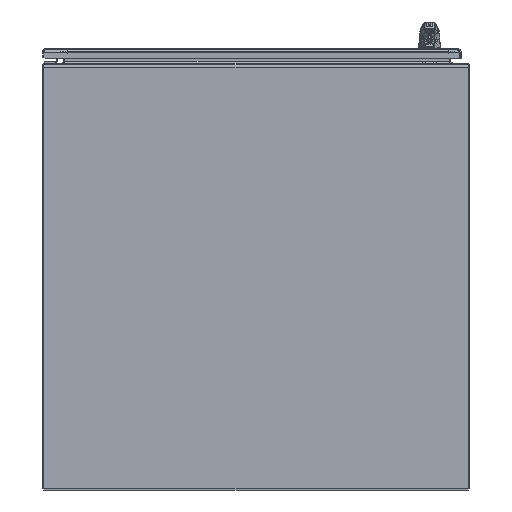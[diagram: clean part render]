
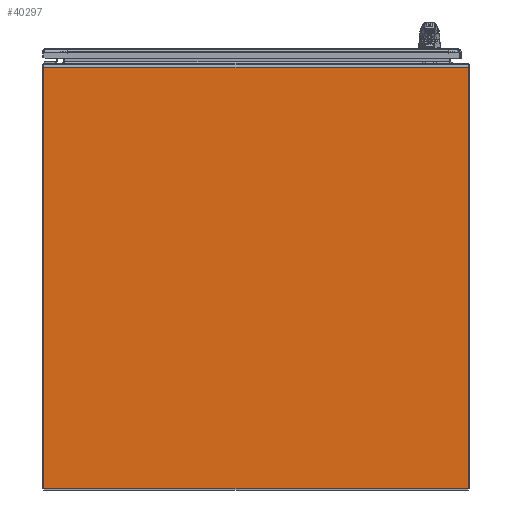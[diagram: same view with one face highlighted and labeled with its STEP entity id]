
A CAD part, front view. The second image highlights one B-rep face of the part: STEP entity #40297.
In plain terms, the highlighted face is planar.
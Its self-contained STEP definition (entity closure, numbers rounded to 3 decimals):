
#5552=FACE_OUTER_BOUND('',#8060,.T.);
#8060=EDGE_LOOP('',(#26866,#26867,#26868,#26869));
#10833=LINE('',#61899,#13774);
#10839=LINE('',#61917,#13780);
#10842=LINE('',#61923,#13783);
#10843=LINE('',#61924,#13784);
#13774=VECTOR('',#49085,0.394);
#13780=VECTOR('',#49109,0.394);
#13783=VECTOR('',#49114,0.394);
#13784=VECTOR('',#49115,0.394);
#16661=VERTEX_POINT('',#61896);
#16662=VERTEX_POINT('',#61898);
#16665=VERTEX_POINT('',#61916);
#16667=VERTEX_POINT('',#61922);
#20510=EDGE_CURVE('',#16662,#16661,#10833,.T.);
#20519=EDGE_CURVE('',#16662,#16665,#10839,.T.);
#20522=EDGE_CURVE('',#16667,#16661,#10842,.T.);
#20523=EDGE_CURVE('',#16665,#16667,#10843,.T.);
#26866=ORIENTED_EDGE('',*,*,#20510,.T.);
#26867=ORIENTED_EDGE('',*,*,#20522,.F.);
#26868=ORIENTED_EDGE('',*,*,#20523,.F.);
#26869=ORIENTED_EDGE('',*,*,#20519,.F.);
#38666=PLANE('',#43827);
#40297=ADVANCED_FACE('',(#5552),#38666,.T.);
#43827=AXIS2_PLACEMENT_3D('',#61921,#49112,#49113);
#49085=DIRECTION('',(0.,1.,0.));
#49109=DIRECTION('',(-1.,0.,0.));
#49112=DIRECTION('center_axis',(0.,0.,1.));
#49113=DIRECTION('ref_axis',(1.,0.,0.));
#49114=DIRECTION('',(1.,0.,0.));
#49115=DIRECTION('',(0.,1.,0.));
#61896=CARTESIAN_POINT('',(17.709,17.959,0.104));
#61898=CARTESIAN_POINT('',(17.709,-17.959,0.104));
#61899=CARTESIAN_POINT('',(17.709,-8.979,0.104));
#61916=CARTESIAN_POINT('',(-17.959,-17.959,0.104));
#61917=CARTESIAN_POINT('',(17.959,-17.959,0.104));
#61921=CARTESIAN_POINT('Origin',(0.,0.,
0.104));
#61922=CARTESIAN_POINT('',(-17.959,17.959,0.104));
#61923=CARTESIAN_POINT('',(-17.959,17.959,0.104));
#61924=CARTESIAN_POINT('',(-17.959,-17.959,0.104));
